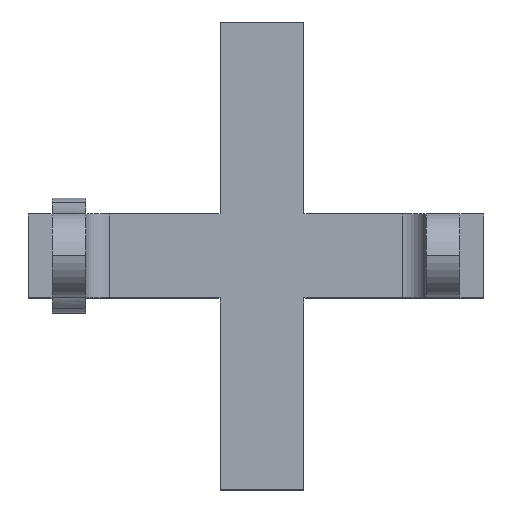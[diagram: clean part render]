
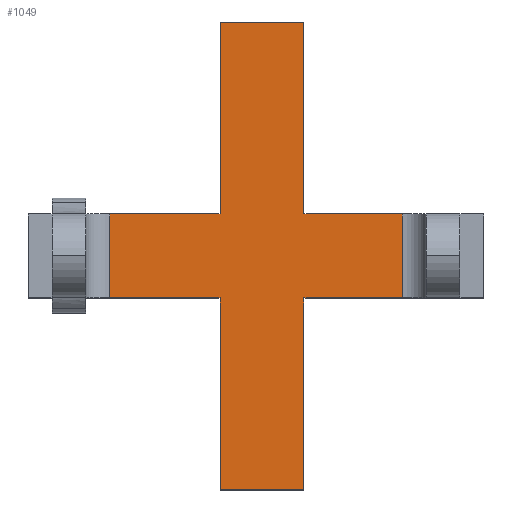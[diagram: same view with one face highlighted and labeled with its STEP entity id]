
A CAD part, top view. The second image highlights one B-rep face of the part: STEP entity #1049.
In plain terms, the highlighted planar face has unit normal (0, 0, 1).
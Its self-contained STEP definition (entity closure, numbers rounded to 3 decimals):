
#21 = FACE_OUTER_BOUND ( 'NONE', #1315, .T. ) ;
#164 = CARTESIAN_POINT ( 'NONE',  ( 35., 0., 10. ) ) ;
#177 = LINE ( 'NONE', #661, #790 ) ;
#178 = CARTESIAN_POINT ( 'NONE',  ( 35., 0., 10. ) ) ;
#184 = VECTOR ( 'NONE', #2224, 1000. ) ;
#223 = VECTOR ( 'NONE', #1087, 1000. ) ;
#227 = VERTEX_POINT ( 'NONE', #897 ) ;
#235 = DIRECTION ( 'NONE',  ( 0., 0., 1. ) ) ;
#262 = VECTOR ( 'NONE', #1699, 1000. ) ;
#276 = DIRECTION ( 'NONE',  ( 0., -1., 0. ) ) ;
#287 = DIRECTION ( 'NONE',  ( 0., 1., 0. ) ) ;
#319 = ORIENTED_EDGE ( 'NONE', *, *, #1471, .T. ) ;
#332 = VECTOR ( 'NONE', #795, 1000. ) ;
#364 = EDGE_CURVE ( 'NONE', #952, #1469, #1550, .T. ) ;
#382 = EDGE_CURVE ( 'NONE', #971, #1534, #470, .T. ) ;
#410 = LINE ( 'NONE', #2121, #1977 ) ;
#470 = LINE ( 'NONE', #1350, #184 ) ;
#476 = CARTESIAN_POINT ( 'NONE',  ( 0., 0., 10. ) ) ;
#491 = CARTESIAN_POINT ( 'NONE',  ( 105., -35., 10. ) ) ;
#509 = CARTESIAN_POINT ( 'NONE',  ( 76., 0., 10. ) ) ;
#534 = EDGE_CURVE ( 'NONE', #694, #2157, #2307, .T. ) ;
#580 = CARTESIAN_POINT ( 'NONE',  ( 0., 80., 10. ) ) ;
#661 = CARTESIAN_POINT ( 'NONE',  ( -46., 0., 10. ) ) ;
#667 = CARTESIAN_POINT ( 'NONE',  ( 0., -35., 10. ) ) ;
#694 = VERTEX_POINT ( 'NONE', #1597 ) ;
#697 = VERTEX_POINT ( 'NONE', #2674 ) ;
#702 = CARTESIAN_POINT ( 'NONE',  ( 35., 80., 10. ) ) ;
#723 = DIRECTION ( 'NONE',  ( 1., 0., 0. ) ) ;
#747 = VERTEX_POINT ( 'NONE', #1794 ) ;
#748 = VECTOR ( 'NONE', #2202, 1000. ) ;
#790 = VECTOR ( 'NONE', #2162, 1000. ) ;
#795 = DIRECTION ( 'NONE',  ( 1., 0., 0. ) ) ;
#812 = DIRECTION ( 'NONE',  ( 1., 0., 0. ) ) ;
#838 = EDGE_CURVE ( 'NONE', #227, #2809, #2730, .T. ) ;
#897 = CARTESIAN_POINT ( 'NONE',  ( 0., 80., 10. ) ) ;
#898 = PLANE ( 'NONE',  #1919 ) ;
#905 = CARTESIAN_POINT ( 'NONE',  ( -70., 0., 10. ) ) ;
#922 = CARTESIAN_POINT ( 'NONE',  ( 35., 70., 10. ) ) ;
#952 = VERTEX_POINT ( 'NONE', #2713 ) ;
#971 = VERTEX_POINT ( 'NONE', #667 ) ;
#984 = ORIENTED_EDGE ( 'NONE', *, *, #2160, .T. ) ;
#1012 = CARTESIAN_POINT ( 'NONE',  ( 0., -115., 10. ) ) ;
#1033 = EDGE_CURVE ( 'NONE', #747, #697, #2378, .T. ) ;
#1049 = ADVANCED_FACE ( 'NONE', ( #21 ), #898, .T. ) ;
#1087 = DIRECTION ( 'NONE',  ( 0., 1., 0. ) ) ;
#1100 = DIRECTION ( 'NONE',  ( 1., 0., 0. ) ) ;
#1124 = LINE ( 'NONE', #922, #2015 ) ;
#1180 = EDGE_CURVE ( 'NONE', #227, #952, #2684, .T. ) ;
#1187 = DIRECTION ( 'NONE',  ( 0., 1., 0. ) ) ;
#1189 = VERTEX_POINT ( 'NONE', #1815 ) ;
#1212 = LINE ( 'NONE', #1012, #332 ) ;
#1227 = CARTESIAN_POINT ( 'NONE',  ( 76., 0., 10. ) ) ;
#1263 = EDGE_CURVE ( 'NONE', #2593, #2809, #1124, .T. ) ;
#1315 = EDGE_LOOP ( 'NONE', ( #1836, #2109, #1788, #2570, #2031, #2376, #2259, #319, #1710, #2153, #984, #2004 ) ) ;
#1335 = LINE ( 'NONE', #491, #2063 ) ;
#1350 = CARTESIAN_POINT ( 'NONE',  ( 0., -105., 10. ) ) ;
#1469 = VERTEX_POINT ( 'NONE', #1749 ) ;
#1471 = EDGE_CURVE ( 'NONE', #1469, #1189, #177, .T. ) ;
#1534 = VERTEX_POINT ( 'NONE', #1761 ) ;
#1550 = LINE ( 'NONE', #905, #2272 ) ;
#1563 = DIRECTION ( 'NONE',  ( -1., 0., 0. ) ) ;
#1597 = CARTESIAN_POINT ( 'NONE',  ( 76., -35., 10. ) ) ;
#1699 = DIRECTION ( 'NONE',  ( 1., 0., 0. ) ) ;
#1710 = ORIENTED_EDGE ( 'NONE', *, *, #2292, .T. ) ;
#1749 = CARTESIAN_POINT ( 'NONE',  ( -46., 0., 10. ) ) ;
#1761 = CARTESIAN_POINT ( 'NONE',  ( 0., -115., 10. ) ) ;
#1788 = ORIENTED_EDGE ( 'NONE', *, *, #2707, .T. ) ;
#1794 = CARTESIAN_POINT ( 'NONE',  ( 35., -115., 10. ) ) ;
#1815 = CARTESIAN_POINT ( 'NONE',  ( -46., -35., 10. ) ) ;
#1836 = ORIENTED_EDGE ( 'NONE', *, *, #2046, .T. ) ;
#1898 = VECTOR ( 'NONE', #1187, 1000. ) ;
#1919 = AXIS2_PLACEMENT_3D ( 'NONE', #2168, #235, #1100 ) ;
#1959 = CARTESIAN_POINT ( 'NONE',  ( 35., -35., 10. ) ) ;
#1977 = VECTOR ( 'NONE', #812, 1000. ) ;
#2004 = ORIENTED_EDGE ( 'NONE', *, *, #1033, .T. ) ;
#2015 = VECTOR ( 'NONE', #287, 1000. ) ;
#2031 = ORIENTED_EDGE ( 'NONE', *, *, #838, .F. ) ;
#2046 = EDGE_CURVE ( 'NONE', #697, #694, #1335, .T. ) ;
#2063 = VECTOR ( 'NONE', #723, 1000. ) ;
#2109 = ORIENTED_EDGE ( 'NONE', *, *, #534, .T. ) ;
#2121 = CARTESIAN_POINT ( 'NONE',  ( 0., -35., 10. ) ) ;
#2153 = ORIENTED_EDGE ( 'NONE', *, *, #382, .T. ) ;
#2157 = VERTEX_POINT ( 'NONE', #1227 ) ;
#2160 = EDGE_CURVE ( 'NONE', #1534, #747, #1212, .T. ) ;
#2162 = DIRECTION ( 'NONE',  ( 0., -1., 0. ) ) ;
#2168 = CARTESIAN_POINT ( 'NONE',  ( 0., 0., 10. ) ) ;
#2202 = DIRECTION ( 'NONE',  ( -1., 0., 0. ) ) ;
#2224 = DIRECTION ( 'NONE',  ( 0., -1., 0. ) ) ;
#2259 = ORIENTED_EDGE ( 'NONE', *, *, #364, .T. ) ;
#2272 = VECTOR ( 'NONE', #1563, 1000. ) ;
#2292 = EDGE_CURVE ( 'NONE', #1189, #971, #410, .T. ) ;
#2307 = LINE ( 'NONE', #509, #1898 ) ;
#2328 = LINE ( 'NONE', #164, #748 ) ;
#2371 = VECTOR ( 'NONE', #276, 1000. ) ;
#2376 = ORIENTED_EDGE ( 'NONE', *, *, #1180, .T. ) ;
#2378 = LINE ( 'NONE', #1959, #223 ) ;
#2570 = ORIENTED_EDGE ( 'NONE', *, *, #1263, .T. ) ;
#2593 = VERTEX_POINT ( 'NONE', #178 ) ;
#2674 = CARTESIAN_POINT ( 'NONE',  ( 35., -35., 10. ) ) ;
#2684 = LINE ( 'NONE', #476, #2371 ) ;
#2707 = EDGE_CURVE ( 'NONE', #2157, #2593, #2328, .T. ) ;
#2713 = CARTESIAN_POINT ( 'NONE',  ( 0., 0., 10. ) ) ;
#2730 = LINE ( 'NONE', #580, #262 ) ;
#2809 = VERTEX_POINT ( 'NONE', #702 ) ;
